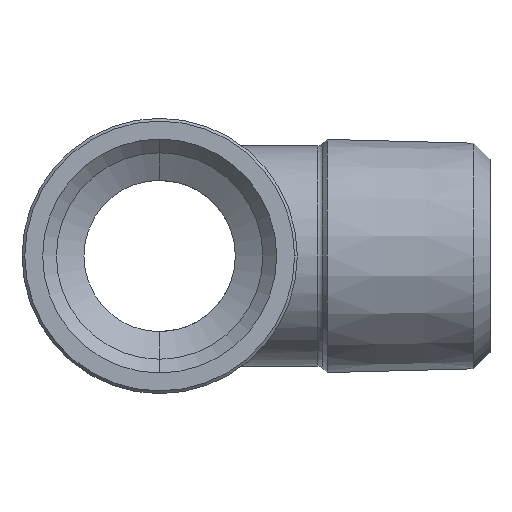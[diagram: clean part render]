
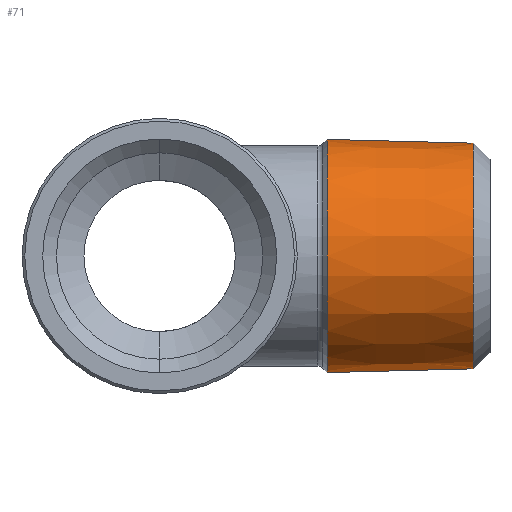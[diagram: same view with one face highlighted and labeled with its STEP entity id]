
A CAD part, left-side view. The second image highlights one B-rep face of the part: STEP entity #71.
In plain terms, the highlighted conical face has half-angle 1.47 degrees and reference radius 8.488 mm.
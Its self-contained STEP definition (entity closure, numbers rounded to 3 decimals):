
#71 = ADVANCED_FACE ( 'NONE', ( #1025 ), #741, .T. ) ;
#87 = EDGE_CURVE ( 'NONE', #450, #451, #1037, .T. ) ;
#90 = EDGE_CURVE ( 'NONE', #400, #452, #1038, .T. ) ;
#393 = EDGE_LOOP ( 'NONE', ( #947, #948, #949, #946 ) ) ;
#400 = VERTEX_POINT ( 'NONE', #1472 ) ;
#450 = VERTEX_POINT ( 'NONE', #1522 ) ;
#451 = VERTEX_POINT ( 'NONE', #1523 ) ;
#452 = VERTEX_POINT ( 'NONE', #1524 ) ;
#499 = CIRCLE ( 'NONE', #501, 8.47 ) ;
#501 = AXIS2_PLACEMENT_3D ( 'NONE', #1288, #1289, #1290 ) ;
#514 = CIRCLE ( 'NONE', #519, 8.198 ) ;
#519 = AXIS2_PLACEMENT_3D ( 'NONE', #1315, #1316, #1317 ) ;
#707 = VECTOR ( 'NONE', #1454, 1000. ) ;
#712 = VECTOR ( 'NONE', #1446, 1000. ) ;
#741 = CONICAL_SURFACE ( 'NONE', #744, 8.488, 0.026 ) ;
#744 = AXIS2_PLACEMENT_3D ( 'NONE', #1402, #1403, #1404 ) ;
#843 = EDGE_CURVE ( 'NONE', #451, #452, #499, .T. ) ;
#852 = EDGE_CURVE ( 'NONE', #450, #400, #514, .T. ) ;
#946 = ORIENTED_EDGE ( 'NONE', *, *, #843, .T. ) ;
#947 = ORIENTED_EDGE ( 'NONE', *, *, #90, .F. ) ;
#948 = ORIENTED_EDGE ( 'NONE', *, *, #852, .F. ) ;
#949 = ORIENTED_EDGE ( 'NONE', *, *, #87, .T. ) ;
#1025 = FACE_OUTER_BOUND ( 'NONE', #393, .T. ) ;
#1037 = LINE ( 'NONE', #1445, #712 ) ;
#1038 = LINE ( 'NONE', #1453, #707 ) ;
#1288 = CARTESIAN_POINT ( 'NONE',  ( 0., -12.177, 0. ) ) ;
#1289 = DIRECTION ( 'NONE',  ( 0., -1., 0. ) ) ;
#1290 = DIRECTION ( 'NONE',  ( 0., 0., 1. ) ) ;
#1315 = CARTESIAN_POINT ( 'NONE',  ( 0., -22.8, 0. ) ) ;
#1316 = DIRECTION ( 'NONE',  ( 0., -1., 0. ) ) ;
#1317 = DIRECTION ( 'NONE',  ( 0., 0., -1. ) ) ;
#1402 = CARTESIAN_POINT ( 'NONE',  ( 0., -11.5, 0. ) ) ;
#1403 = DIRECTION ( 'NONE',  ( 0., 1., 0. ) ) ;
#1404 = DIRECTION ( 'NONE',  ( 0., 0., 1. ) ) ;
#1445 = CARTESIAN_POINT ( 'NONE',  ( 0., -11.5, 8.488 ) ) ;
#1446 = DIRECTION ( 'NONE',  ( 0., 1., 0.026 ) ) ;
#1453 = CARTESIAN_POINT ( 'NONE',  ( 0., -11.5, -8.488 ) ) ;
#1454 = DIRECTION ( 'NONE',  ( 0., 1., -0.026 ) ) ;
#1472 = CARTESIAN_POINT ( 'NONE',  ( 0., -22.8, -8.198 ) ) ;
#1522 = CARTESIAN_POINT ( 'NONE',  ( 0., -22.8, 8.198 ) ) ;
#1523 = CARTESIAN_POINT ( 'NONE',  ( 0., -12.177, 8.47 ) ) ;
#1524 = CARTESIAN_POINT ( 'NONE',  ( 0., -12.177, -8.47 ) ) ;
